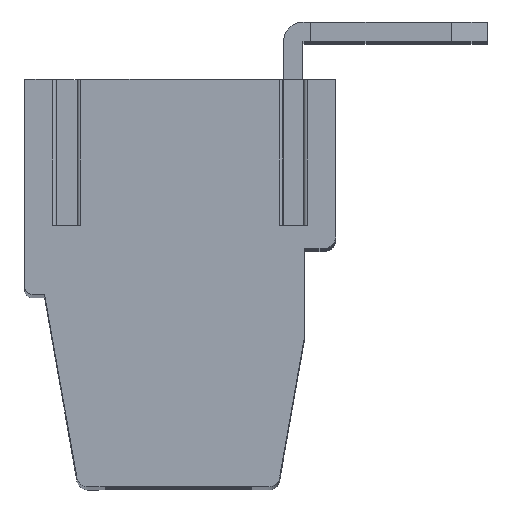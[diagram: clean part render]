
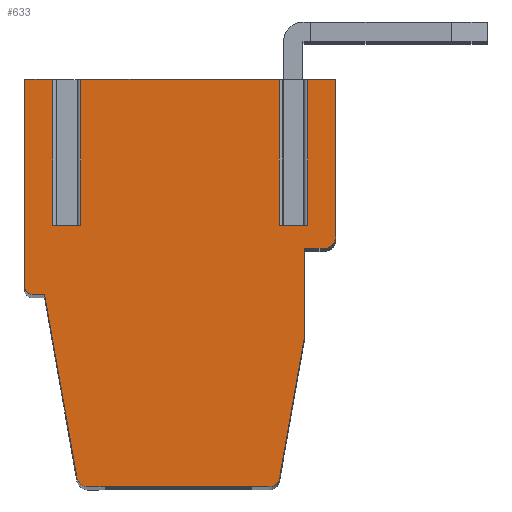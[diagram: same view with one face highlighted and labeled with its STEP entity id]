
A CAD part, top view. The second image highlights one B-rep face of the part: STEP entity #633.
In plain terms, the highlighted planar face has unit normal (0, 0, 1).
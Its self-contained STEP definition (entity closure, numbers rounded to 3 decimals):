
#633 = ADVANCED_FACE( '', ( #1696 ), #1697, .F. );
#1696 = FACE_OUTER_BOUND( '', #3204, .T. );
#1697 = PLANE( '', #3205 );
#3204 = EDGE_LOOP( '', ( #5052, #5053, #5054, #5055, #5056, #5057, #5058, #5059, #5060, #5061, #5062, #5063, #5064, #5065, #5066, #5067, #5068, #5069, #5070, #5071, #5072 ) );
#3205 = AXIS2_PLACEMENT_3D( '', #5073, #5074, #5075 );
#5052 = ORIENTED_EDGE( '', *, *, #9499, .T. );
#5053 = ORIENTED_EDGE( '', *, *, #9500, .T. );
#5054 = ORIENTED_EDGE( '', *, *, #9501, .T. );
#5055 = ORIENTED_EDGE( '', *, *, #9502, .T. );
#5056 = ORIENTED_EDGE( '', *, *, #9503, .T. );
#5057 = ORIENTED_EDGE( '', *, *, #9504, .F. );
#5058 = ORIENTED_EDGE( '', *, *, #9505, .T. );
#5059 = ORIENTED_EDGE( '', *, *, #9506, .T. );
#5060 = ORIENTED_EDGE( '', *, *, #9507, .T. );
#5061 = ORIENTED_EDGE( '', *, *, #9508, .F. );
#5062 = ORIENTED_EDGE( '', *, *, #9342, .T. );
#5063 = ORIENTED_EDGE( '', *, *, #9509, .T. );
#5064 = ORIENTED_EDGE( '', *, *, #9510, .T. );
#5065 = ORIENTED_EDGE( '', *, *, #9511, .T. );
#5066 = ORIENTED_EDGE( '', *, *, #9512, .T. );
#5067 = ORIENTED_EDGE( '', *, *, #9216, .F. );
#5068 = ORIENTED_EDGE( '', *, *, #9513, .F. );
#5069 = ORIENTED_EDGE( '', *, *, #9514, .T. );
#5070 = ORIENTED_EDGE( '', *, *, #9515, .T. );
#5071 = ORIENTED_EDGE( '', *, *, #9516, .T. );
#5072 = ORIENTED_EDGE( '', *, *, #9490, .T. );
#5073 = CARTESIAN_POINT( '', ( 261.952, 1.043, -7.5 ) );
#5074 = DIRECTION( '', ( 0., 0., -1. ) );
#5075 = DIRECTION( '', ( 0., -1., 0. ) );
#9216 = EDGE_CURVE( '', #11099, #11101, #11102, .T. );
#9342 = EDGE_CURVE( '', #11328, #11326, #11329, .T. );
#9490 = EDGE_CURVE( '', #11586, #11583, #11587, .T. );
#9499 = EDGE_CURVE( '', #11583, #11601, #11602, .T. );
#9500 = EDGE_CURVE( '', #11601, #11603, #11604, .T. );
#9501 = EDGE_CURVE( '', #11603, #11605, #11606, .T. );
#9502 = EDGE_CURVE( '', #11605, #11607, #11608, .T. );
#9503 = EDGE_CURVE( '', #11607, #11609, #11610, .T. );
#9504 = EDGE_CURVE( '', #11611, #11609, #11612, .T. );
#9505 = EDGE_CURVE( '', #11611, #11613, #11614, .T. );
#9506 = EDGE_CURVE( '', #11613, #11615, #11616, .T. );
#9507 = EDGE_CURVE( '', #11615, #11617, #11618, .T. );
#9508 = EDGE_CURVE( '', #11328, #11617, #11619, .T. );
#9509 = EDGE_CURVE( '', #11326, #11620, #11621, .T. );
#9510 = EDGE_CURVE( '', #11620, #11622, #11623, .T. );
#9511 = EDGE_CURVE( '', #11622, #11624, #11625, .T. );
#9512 = EDGE_CURVE( '', #11624, #11101, #11626, .T. );
#9513 = EDGE_CURVE( '', #11627, #11099, #11628, .T. );
#9514 = EDGE_CURVE( '', #11627, #11629, #11630, .T. );
#9515 = EDGE_CURVE( '', #11629, #11631, #11632, .T. );
#9516 = EDGE_CURVE( '', #11631, #11586, #11633, .T. );
#11099 = VERTEX_POINT( '', #13881 );
#11101 = VERTEX_POINT( '', #13884 );
#11102 = CIRCLE( '', #13885, 0.298 );
#11326 = VERTEX_POINT( '', #14216 );
#11328 = VERTEX_POINT( '', #14219 );
#11329 = LINE( '', #14220, #14221 );
#11583 = VERTEX_POINT( '', #14584 );
#11586 = VERTEX_POINT( '', #14587 );
#11587 = LINE( '', #14588, #14589 );
#11601 = VERTEX_POINT( '', #14606 );
#11602 = LINE( '', #14607, #14608 );
#11603 = VERTEX_POINT( '', #14609 );
#11604 = LINE( '', #14610, #14611 );
#11605 = VERTEX_POINT( '', #14612 );
#11606 = LINE( '', #14613, #14614 );
#11607 = VERTEX_POINT( '', #14615 );
#11608 = LINE( '', #14616, #14617 );
#11609 = VERTEX_POINT( '', #14618 );
#11610 = LINE( '', #14619, #14620 );
#11611 = VERTEX_POINT( '', #14621 );
#11612 = LINE( '', #14622, #14623 );
#11613 = VERTEX_POINT( '', #14624 );
#11614 = CIRCLE( '', #14625, 0.198 );
#11615 = VERTEX_POINT( '', #14626 );
#11616 = LINE( '', #14627, #14628 );
#11617 = VERTEX_POINT( '', #14629 );
#11618 = LINE( '', #14630, #14631 );
#11619 = CIRCLE( '', #14632, 0.298 );
#11620 = VERTEX_POINT( '', #14633 );
#11621 = CIRCLE( '', #14634, 0.298 );
#11622 = VERTEX_POINT( '', #14635 );
#11623 = LINE( '', #14636, #14637 );
#11624 = VERTEX_POINT( '', #14638 );
#11625 = LINE( '', #14639, #14640 );
#11626 = LINE( '', #14641, #14642 );
#11627 = VERTEX_POINT( '', #14643 );
#11628 = LINE( '', #14644, #14645 );
#11629 = VERTEX_POINT( '', #14646 );
#11630 = LINE( '', #14647, #14648 );
#11631 = VERTEX_POINT( '', #14649 );
#11632 = LINE( '', #14650, #14651 );
#11633 = LINE( '', #14652, #14653 );
#13881 = CARTESIAN_POINT( '', ( 266.05, -3.055, -7.5 ) );
#13884 = CARTESIAN_POINT( '', ( 265.752, -3.353, -7.5 ) );
#13885 = AXIS2_PLACEMENT_3D( '', #17830, #17831, #17832 );
#14216 = CARTESIAN_POINT( '', ( 264.302, -9.558, -7.5 ) );
#14219 = CARTESIAN_POINT( '', ( 259.602, -9.558, -7.5 ) );
#14220 = CARTESIAN_POINT( '', ( 259.602, -9.558, -7.5 ) );
#14221 = VECTOR( '', #17946, 1000. );
#14584 = CARTESIAN_POINT( '', ( 264.58, 1.043, -7.5 ) );
#14587 = CARTESIAN_POINT( '', ( 264.58, -2.757, -7.5 ) );
#14588 = CARTESIAN_POINT( '', ( 264.58, 1.043, -7.5 ) );
#14589 = VECTOR( '', #18099, 1000. );
#14606 = CARTESIAN_POINT( '', ( 259.42, 1.043, -7.5 ) );
#14607 = CARTESIAN_POINT( '', ( 261.952, 1.043, -7.5 ) );
#14608 = VECTOR( '', #18112, 1000. );
#14609 = CARTESIAN_POINT( '', ( 259.42, -2.757, -7.5 ) );
#14610 = CARTESIAN_POINT( '', ( 259.42, 1.043, -7.5 ) );
#14611 = VECTOR( '', #18113, 1000. );
#14612 = CARTESIAN_POINT( '', ( 258.68, -2.757, -7.5 ) );
#14613 = CARTESIAN_POINT( '', ( 259.37, -2.757, -7.5 ) );
#14614 = VECTOR( '', #18114, 1000. );
#14615 = CARTESIAN_POINT( '', ( 258.68, 1.043, -7.5 ) );
#14616 = CARTESIAN_POINT( '', ( 258.68, 1.043, -7.5 ) );
#14617 = VECTOR( '', #18115, 1000. );
#14618 = CARTESIAN_POINT( '', ( 257.954, 1.043, -7.5 ) );
#14619 = CARTESIAN_POINT( '', ( 261.952, 1.043, -7.5 ) );
#14620 = VECTOR( '', #18116, 1000. );
#14621 = CARTESIAN_POINT( '', ( 257.954, -4.355, -7.5 ) );
#14622 = CARTESIAN_POINT( '', ( 257.954, -4.355, -7.5 ) );
#14623 = VECTOR( '', #18117, 1000. );
#14624 = CARTESIAN_POINT( '', ( 258.152, -4.553, -7.5 ) );
#14625 = AXIS2_PLACEMENT_3D( '', #18118, #18119, #18120 );
#14626 = CARTESIAN_POINT( '', ( 258.473, -4.553, -7.5 ) );
#14627 = CARTESIAN_POINT( '', ( 258.152, -4.553, -7.5 ) );
#14628 = VECTOR( '', #18121, 1000. );
#14629 = CARTESIAN_POINT( '', ( 259.305, -9.275, -7.5 ) );
#14630 = CARTESIAN_POINT( '', ( 258.473, -4.553, -7.5 ) );
#14631 = VECTOR( '', #18122, 1000. );
#14632 = AXIS2_PLACEMENT_3D( '', #18123, #18124, #18125 );
#14633 = CARTESIAN_POINT( '', ( 264.599, -9.275, -7.5 ) );
#14634 = AXIS2_PLACEMENT_3D( '', #18126, #18127, #18128 );
#14635 = CARTESIAN_POINT( '', ( 265.236, -5.661, -7.5 ) );
#14636 = CARTESIAN_POINT( '', ( 264.595, -9.298, -7.5 ) );
#14637 = VECTOR( '', #18129, 1000. );
#14638 = CARTESIAN_POINT( '', ( 265.236, -3.353, -7.5 ) );
#14639 = CARTESIAN_POINT( '', ( 265.236, -5.661, -7.5 ) );
#14640 = VECTOR( '', #18130, 1000. );
#14641 = CARTESIAN_POINT( '', ( 265.236, -3.353, -7.5 ) );
#14642 = VECTOR( '', #18131, 1000. );
#14643 = CARTESIAN_POINT( '', ( 266.05, 1.043, -7.5 ) );
#14644 = CARTESIAN_POINT( '', ( 266.05, 1.043, -7.5 ) );
#14645 = VECTOR( '', #18132, 1000. );
#14646 = CARTESIAN_POINT( '', ( 265.32, 1.043, -7.5 ) );
#14647 = CARTESIAN_POINT( '', ( 261.952, 1.043, -7.5 ) );
#14648 = VECTOR( '', #18133, 1000. );
#14649 = CARTESIAN_POINT( '', ( 265.32, -2.757, -7.5 ) );
#14650 = CARTESIAN_POINT( '', ( 265.32, 1.043, -7.5 ) );
#14651 = VECTOR( '', #18134, 1000. );
#14652 = CARTESIAN_POINT( '', ( 265.27, -2.757, -7.5 ) );
#14653 = VECTOR( '', #18135, 1000. );
#17830 = CARTESIAN_POINT( '', ( 265.752, -3.055, -7.5 ) );
#17831 = DIRECTION( '', ( 0., 0., -1. ) );
#17832 = DIRECTION( '', ( 1., 0., 0. ) );
#17946 = DIRECTION( '', ( 1., 0., 0. ) );
#18099 = DIRECTION( '', ( 0., 1., 0. ) );
#18112 = DIRECTION( '', ( -1., 0., 0. ) );
#18113 = DIRECTION( '', ( 0., -1., 0. ) );
#18114 = DIRECTION( '', ( -1., 0., 0. ) );
#18115 = DIRECTION( '', ( 0., 1., 0. ) );
#18116 = DIRECTION( '', ( -1., 0., 0. ) );
#18117 = DIRECTION( '', ( 0., 1., 0. ) );
#18118 = CARTESIAN_POINT( '', ( 258.152, -4.355, -7.5 ) );
#18119 = DIRECTION( '', ( 0., 0., 1. ) );
#18120 = DIRECTION( '', ( -1., 0., 0. ) );
#18121 = DIRECTION( '', ( 1., 0., 0. ) );
#18122 = DIRECTION( '', ( 0.174, -0.985, 0. ) );
#18123 = CARTESIAN_POINT( '', ( 259.602, -9.26, -7.5 ) );
#18124 = DIRECTION( '', ( 0., 0., -1. ) );
#18125 = DIRECTION( '', ( 0., -1., 0. ) );
#18126 = CARTESIAN_POINT( '', ( 264.302, -9.26, -7.5 ) );
#18127 = DIRECTION( '', ( 0., 0., 1. ) );
#18128 = DIRECTION( '', ( 0., -1., 0. ) );
#18129 = DIRECTION( '', ( 0.174, 0.985, 0. ) );
#18130 = DIRECTION( '', ( 0., 1., 0. ) );
#18131 = DIRECTION( '', ( 1., 0., 0. ) );
#18132 = DIRECTION( '', ( 0., -1., 0. ) );
#18133 = DIRECTION( '', ( -1., 0., 0. ) );
#18134 = DIRECTION( '', ( 0., -1., 0. ) );
#18135 = DIRECTION( '', ( -1., 0., 0. ) );
